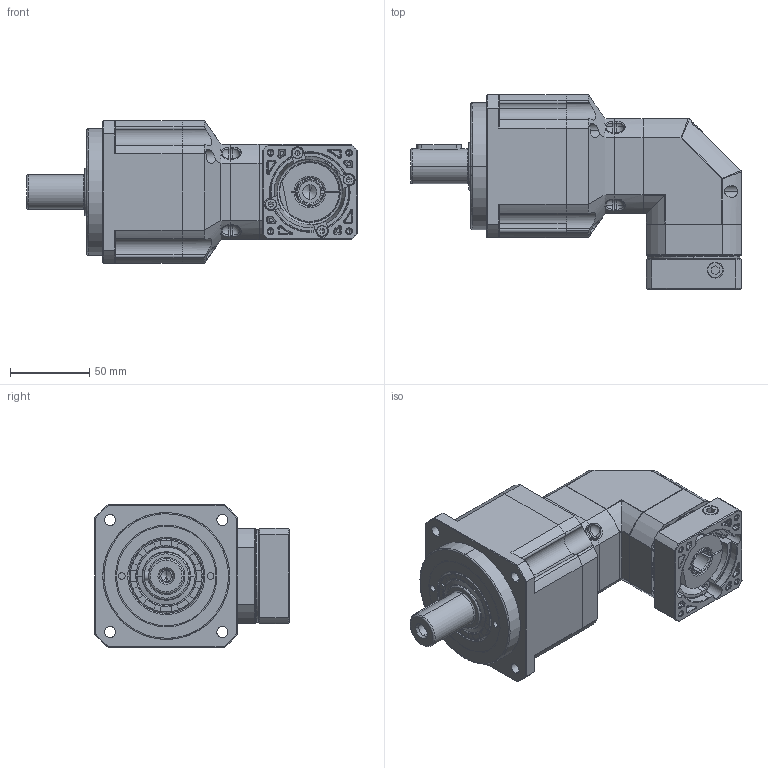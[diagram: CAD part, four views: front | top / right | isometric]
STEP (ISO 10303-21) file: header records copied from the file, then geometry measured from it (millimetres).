
FILE_DESCRIPTION (( 'STEP AP203' ), '1' );
FILE_NAME ('FABR090D-L2-14-50-70-M4-33.STEP', '2021-05-04T06:50:18', ( '微软用户' ), ( '微软中国' ), 'SwSTEP 2.0', 'SolidWorks 2016', '' );
FILE_SCHEMA (( 'CONFIG_CONTROL_DESIGN' ));
Length unit declared in the file: millimetre
Products named in the file (16): 楊擘耜謂蹟佪M10; A倰す瑩 6-28_8_1; M4-10樓粟菜; 输出内齿圈壳体FAB090D_1; 输入轴FABR060D-14; M5-12樓粟菜; 坶踡遠18-37-12(1); 珨撰眻褒眊极FABR060D-21.04; FABR090D-L2-14-50-70-M4-33; 7-怀堤傷褲极FABR060D; 一级内齿圈壳体FAB060D; 怀堤俴陎殤FAB090-5D_1_1; 2-输入端壳体FABR060D; 隅弇覃淕杶FAB090D_1_1; 11-镂空输入法兰FAB060D-50-70-M4; 蚐猾30476_1_1
Assembly tree (21 placements, depth 2):
  FABR090D-L2-14-50-70-M4-33
    怀堤俴陎殤FAB090-5D_1_1
    隅弇覃淕杶FAB090D_1_1
    蚐猾30476_1_1
    A倰す瑩 6-28_8_1
    输出内齿圈壳体FAB090D_1
    M5-12樓粟菜  x4
    珨撰眻褒眊极FABR060D-21.04
    7-怀堤傷褲极FABR060D
    一级内齿圈壳体FAB060D
    2-输入端壳体FABR060D
    11-镂空输入法兰FAB060D-50-70-M4
    楊擘耜謂蹟佪M10
    M4-10樓粟菜  x4
    输入轴FABR060D-14
    坶踡遠18-37-12(1)
Bounding box: 208.5 x 122.5 x 90 mm (x, y, z)
Volume: 733873.2 mm3; surface area: 161125.7 mm2
Topology: 13 solids, 39 shells, 1444 faces, 3534 edges, 2165 vertices
Faces by surface type: cylinder 556, plane 411, cone 226, torus 173, bspline 62, sphere 16
Entity records: 47239 total; most frequent: CARTESIAN_POINT 15743, DIRECTION 6530, ORIENTED_EDGE 6021, EDGE_CURVE 3029, AXIS2_PLACEMENT_3D 2685, VERTEX_POINT 1884, CIRCLE 1452, EDGE_LOOP 1405
